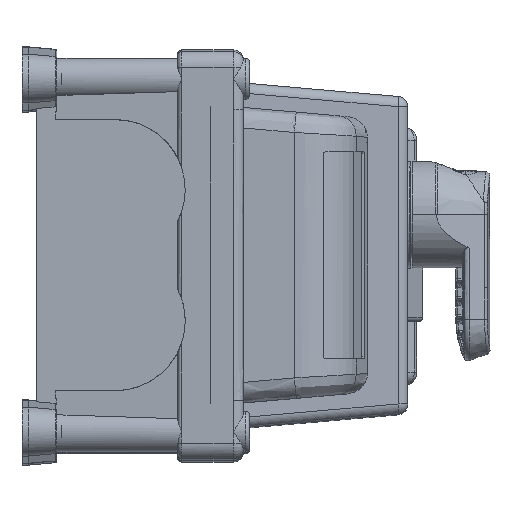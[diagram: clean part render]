
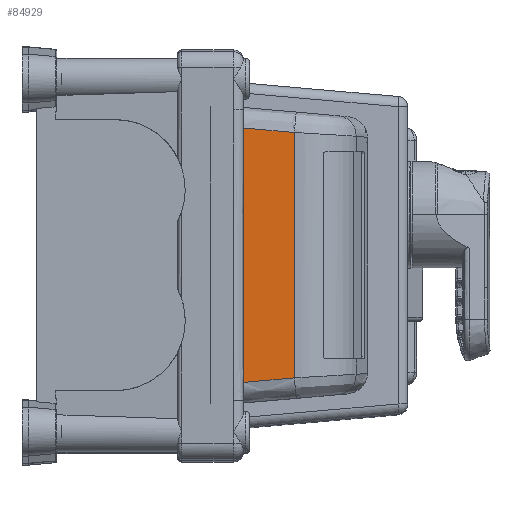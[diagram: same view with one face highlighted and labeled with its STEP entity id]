
A CAD part, top view. The second image highlights one B-rep face of the part: STEP entity #84929.
In plain terms, the highlighted planar face has unit normal (0, 0, 1).
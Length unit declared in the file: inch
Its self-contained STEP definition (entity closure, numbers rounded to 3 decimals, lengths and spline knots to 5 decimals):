
#1367 = CARTESIAN_POINT ( 'NONE',  ( 1.77193, -1.91417, 10.31082 ) ) ;
#4758 = CARTESIAN_POINT ( 'NONE',  ( 1.51313, -1.93681, 10.31082 ) ) ;
#10364 = PLANE ( 'NONE',  #58734 ) ;
#11766 = CARTESIAN_POINT ( 'NONE',  ( 2.28954, -1.86888, 10.31082 ) ) ;
#12054 = CARTESIAN_POINT ( 'NONE',  ( 2.28954, -1.86888, 10.31082 ) ) ;
#13482 = DIRECTION ( 'NONE',  ( 0., 0., 1. ) ) ;
#33040 = CARTESIAN_POINT ( 'NONE',  ( 1.51313, 1.93681, 10.31081 ) ) ;
#41828 = B_SPLINE_CURVE_WITH_KNOTS ( 'NONE', 3,
 ( #121108, #1367, #121868, #11766 ),
 .UNSPECIFIED., .F., .F.,
 ( 4, 4 ),
 ( 0., 1. ),
 .UNSPECIFIED. ) ;
#43246 = EDGE_CURVE ( 'NONE', #118584, #65805, #72803, .T. ) ;
#51607 = EDGE_CURVE ( 'NONE', #100474, #118584, #41828, .T. ) ;
#51830 = CARTESIAN_POINT ( 'NONE',  ( 1.30376, 3.25, 10.31081 ) ) ;
#54202 = EDGE_LOOP ( 'NONE', ( #96901, #60114, #92162, #128831 ) ) ;
#54258 = VERTEX_POINT ( 'NONE', #119247 ) ;
#55546 = CARTESIAN_POINT ( 'NONE',  ( 1.51313, -0.6456, 10.31082 ) ) ;
#58734 = AXIS2_PLACEMENT_3D ( 'NONE', #51830, #13482, #114052 ) ;
#60114 = ORIENTED_EDGE ( 'NONE', *, *, #51607, .T. ) ;
#64298 = CARTESIAN_POINT ( 'NONE',  ( 1.51313, 1.93681, 10.31081 ) ) ;
#65805 = VERTEX_POINT ( 'NONE', #122572 ) ;
#66610 = CARTESIAN_POINT ( 'NONE',  ( 2.28954, -0.62296, 10.31082 ) ) ;
#67073 = B_SPLINE_CURVE_WITH_KNOTS ( 'NONE', 3,
 ( #33040, #81776, #55546, #80231 ),
 .UNSPECIFIED., .F., .F.,
 ( 4, 4 ),
 ( 0., 1. ),
 .UNSPECIFIED. ) ;
#72803 = B_SPLINE_CURVE_WITH_KNOTS ( 'NONE', 3,
 ( #130308, #66610, #118347, #116026 ),
 .UNSPECIFIED., .F., .F.,
 ( 4, 4 ),
 ( 0., 1. ),
 .UNSPECIFIED. ) ;
#80231 = CARTESIAN_POINT ( 'NONE',  ( 1.51313, -1.93681, 10.31082 ) ) ;
#81776 = CARTESIAN_POINT ( 'NONE',  ( 1.51313, 0.6456, 10.31081 ) ) ;
#84929 = ADVANCED_FACE ( 'NONE', ( #134012 ), #10364, .T. ) ;
#92162 = ORIENTED_EDGE ( 'NONE', *, *, #43246, .T. ) ;
#96901 = ORIENTED_EDGE ( 'NONE', *, *, #137462, .T. ) ;
#100474 = VERTEX_POINT ( 'NONE', #4758 ) ;
#102560 = CARTESIAN_POINT ( 'NONE',  ( 2.03073, 1.89152, 10.31081 ) ) ;
#114052 = DIRECTION ( 'NONE',  ( 1., 0., 0. ) ) ;
#116026 = CARTESIAN_POINT ( 'NONE',  ( 2.28954, 1.86888, 10.31081 ) ) ;
#118347 = CARTESIAN_POINT ( 'NONE',  ( 2.28954, 0.62296, 10.31081 ) ) ;
#118584 = VERTEX_POINT ( 'NONE', #12054 ) ;
#119247 = CARTESIAN_POINT ( 'NONE',  ( 1.51313, 1.93681, 10.31081 ) ) ;
#121108 = CARTESIAN_POINT ( 'NONE',  ( 1.51313, -1.93681, 10.31082 ) ) ;
#121868 = CARTESIAN_POINT ( 'NONE',  ( 2.03073, -1.89152, 10.31082 ) ) ;
#122572 = CARTESIAN_POINT ( 'NONE',  ( 2.28954, 1.86888, 10.31081 ) ) ;
#125656 = CARTESIAN_POINT ( 'NONE',  ( 2.28954, 1.86888, 10.31081 ) ) ;
#128066 = CARTESIAN_POINT ( 'NONE',  ( 1.77193, 1.91417, 10.31081 ) ) ;
#128831 = ORIENTED_EDGE ( 'NONE', *, *, #143409, .T. ) ;
#130308 = CARTESIAN_POINT ( 'NONE',  ( 2.28954, -1.86888, 10.31082 ) ) ;
#134012 = FACE_OUTER_BOUND ( 'NONE', #54202, .T. ) ;
#137462 = EDGE_CURVE ( 'NONE', #54258, #100474, #67073, .T. ) ;
#143409 = EDGE_CURVE ( 'NONE', #65805, #54258, #151093, .T. ) ;
#151093 = B_SPLINE_CURVE_WITH_KNOTS ( 'NONE', 3,
 ( #125656, #102560, #128066, #64298 ),
 .UNSPECIFIED., .F., .F.,
 ( 4, 4 ),
 ( 0., 1. ),
 .UNSPECIFIED. ) ;
